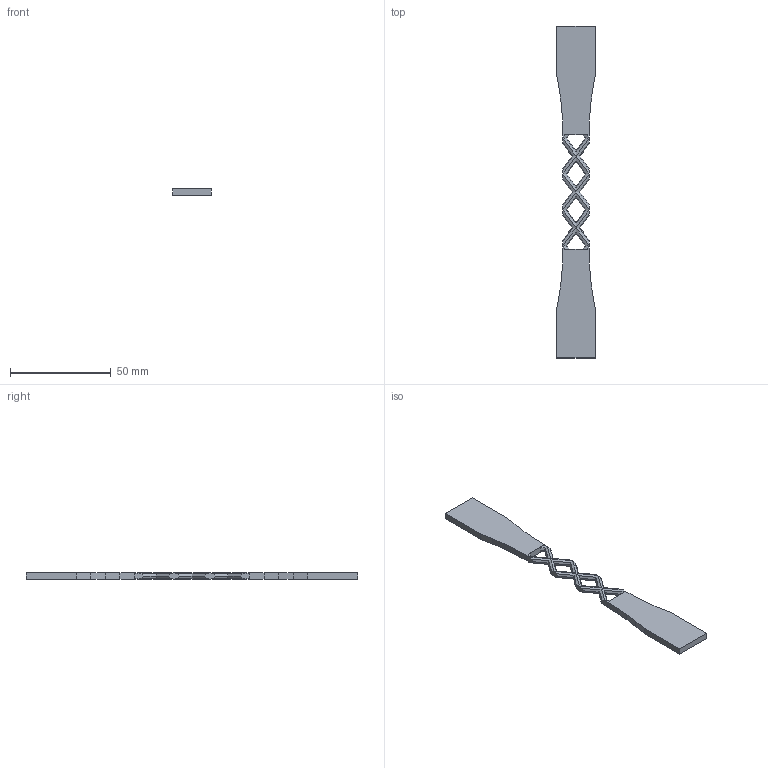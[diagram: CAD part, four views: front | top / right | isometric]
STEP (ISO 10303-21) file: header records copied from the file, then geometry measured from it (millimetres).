
FILE_DESCRIPTION(('FreeCAD Model'),'2;1');
FILE_NAME('Open CASCADE Shape Model','2021-08-03T18:39:16',('FreeCAD'),( 'FreeCAD'),'Open CASCADE STEP processor 7.5','FreeCAD','Unknown');
FILE_SCHEMA(('AUTOMOTIVE_DESIGN { 1 0 10303 214 1 1 1 1 }'));
Length unit declared in the file: millimetre
Products named in the file (1): Open CASCADE STEP translator 7.5 6
Bounding box: 19 x 165 x 3.2 mm (x, y, z)
Volume: 6720.5 mm3; surface area: 5717.3 mm2
Topology: 1 solids, 1 shells, 164 faces, 364 edges, 194 vertices
Faces by surface type: plane 164
Entity records: 8734 total; most frequent: CARTESIAN_POINT 1715, DIRECTION 1158, LINE 828, VECTOR 828, ORIENTED_EDGE 728, PCURVE 728, DEFINITIONAL_REPRESENTATION 728, EDGE_CURVE 364
